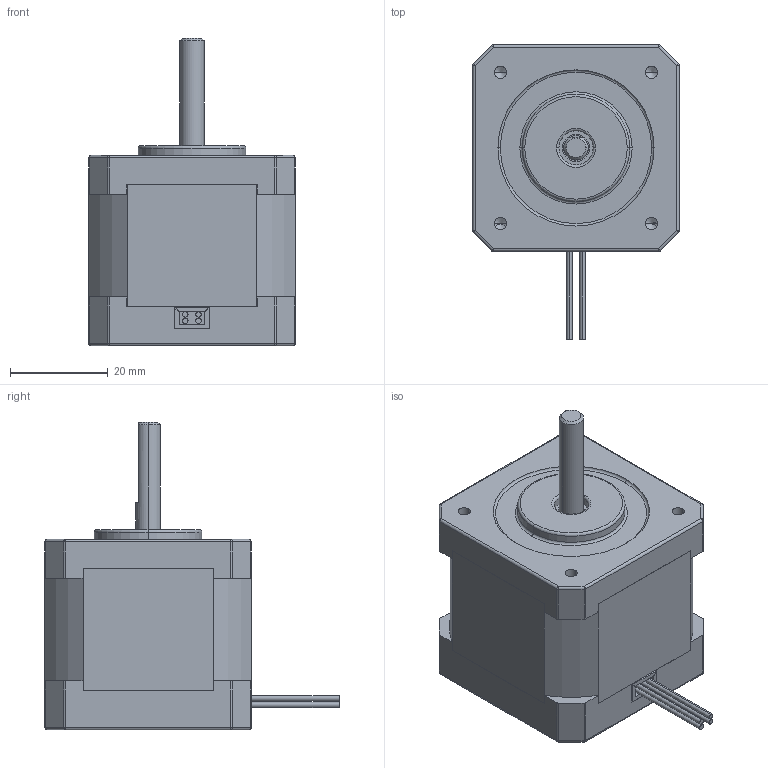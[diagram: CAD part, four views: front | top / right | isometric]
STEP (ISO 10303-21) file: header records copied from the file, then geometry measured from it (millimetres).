
FILE_DESCRIPTION (( 'STEP AP203' ), '1' );
FILE_NAME ('17HS15-1504S1.STEP', '2018-11-14T04:28:53', ( '' ), ( '' ), 'SwSTEP 2.0', 'SolidWorks 2016', '' );
FILE_SCHEMA (( 'CONFIG_CONTROL_DESIGN' ));
Length unit declared in the file: millimetre
Products named in the file (1): 17HS15-1504S1
Bounding box: 42.32 x 60.31 x 63 mm (x, y, z)
Volume: 67665.4 mm3; surface area: 11142.6 mm2
Topology: 1 solids, 1 shells, 267 faces, 640 edges, 389 vertices
Faces by surface type: plane 130, cylinder 82, torus 26, sphere 16, cone 13
Entity records: 7676 total; most frequent: DIRECTION 1399, CARTESIAN_POINT 1293, ORIENTED_EDGE 1248, EDGE_CURVE 624, AXIS2_PLACEMENT_3D 509, VERTEX_POINT 389, LINE 381, VECTOR 381
